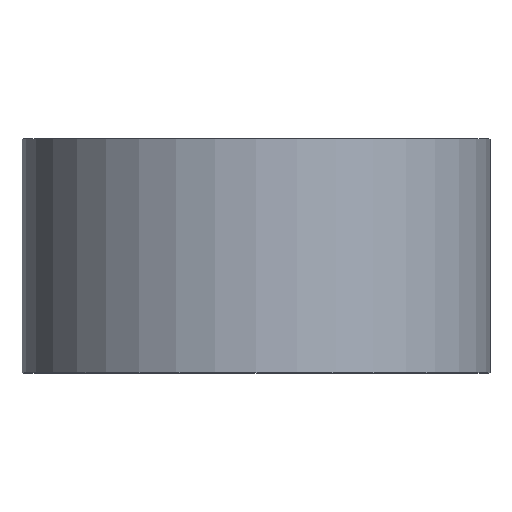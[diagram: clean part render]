
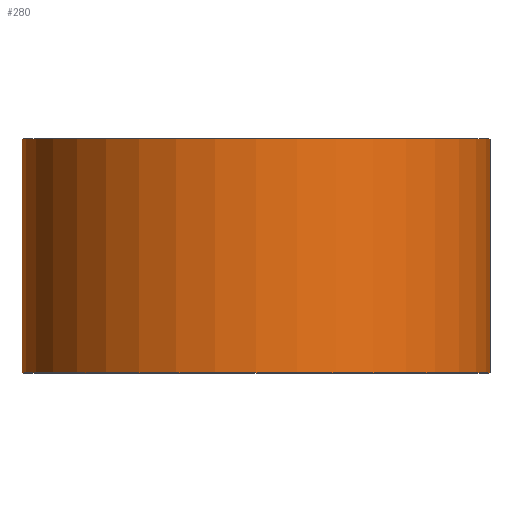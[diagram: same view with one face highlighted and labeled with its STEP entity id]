
A CAD part, top view. The second image highlights one B-rep face of the part: STEP entity #280.
In plain terms, the highlighted cylindrical face has radius 2.5 mm (diameter 5 mm), a partial arc.
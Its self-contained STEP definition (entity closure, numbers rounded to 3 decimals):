
#6=CARTESIAN_POINT('',(0.,-1.25,0.));
#7=DIRECTION('',(0.,1.,0.));
#8=DIRECTION('',(-1.,0.,0.));
#9=AXIS2_PLACEMENT_3D('',#6,#7,#8);
#41=DIRECTION('',(0.,1.,0.));
#42=VECTOR('',#41,2.5);
#43=CARTESIAN_POINT('',(2.5,-1.25,0.));
#44=LINE('',#43,#42);
#45=DIRECTION('',(0.,1.,0.));
#46=VECTOR('',#45,2.5);
#47=CARTESIAN_POINT('',(-2.5,-1.25,0.));
#48=LINE('',#47,#46);
#54=CARTESIAN_POINT('',(0.,1.25,0.));
#55=DIRECTION('',(0.,1.,0.));
#56=DIRECTION('',(-1.,0.,0.));
#57=AXIS2_PLACEMENT_3D('',#54,#55,#56);
#169=CARTESIAN_POINT('',(2.5,-1.25,0.));
#170=CARTESIAN_POINT('',(-2.5,-1.25,0.));
#171=VERTEX_POINT('',#169);
#172=VERTEX_POINT('',#170);
#185=CARTESIAN_POINT('',(2.5,1.25,0.));
#186=CARTESIAN_POINT('',(-2.5,1.25,0.));
#187=VERTEX_POINT('',#185);
#188=VERTEX_POINT('',#186);
#268=CARTESIAN_POINT('',(0.,-1.25,0.));
#269=DIRECTION('',(0.,1.,0.));
#270=DIRECTION('',(1.,0.,0.));
#271=AXIS2_PLACEMENT_3D('',#268,#269,#270);
#272=CYLINDRICAL_SURFACE('',#271,2.5);
#273=ORIENTED_EDGE('',*,*,#224,.F.);
#274=ORIENTED_EDGE('',*,*,#263,.T.);
#276=ORIENTED_EDGE('',*,*,#275,.T.);
#277=ORIENTED_EDGE('',*,*,#259,.F.);
#278=EDGE_LOOP('',(#273,#274,#276,#277));
#279=FACE_OUTER_BOUND('',#278,.F.);
#280=ADVANCED_FACE('',(#279),#272,.T.);
#10=CIRCLE('',#9,2.5);
#58=CIRCLE('',#57,2.5);
#224=EDGE_CURVE('',#172,#171,#10,.T.);
#259=EDGE_CURVE('',#171,#187,#44,.T.);
#263=EDGE_CURVE('',#172,#188,#48,.T.);
#275=EDGE_CURVE('',#188,#187,#58,.T.);
